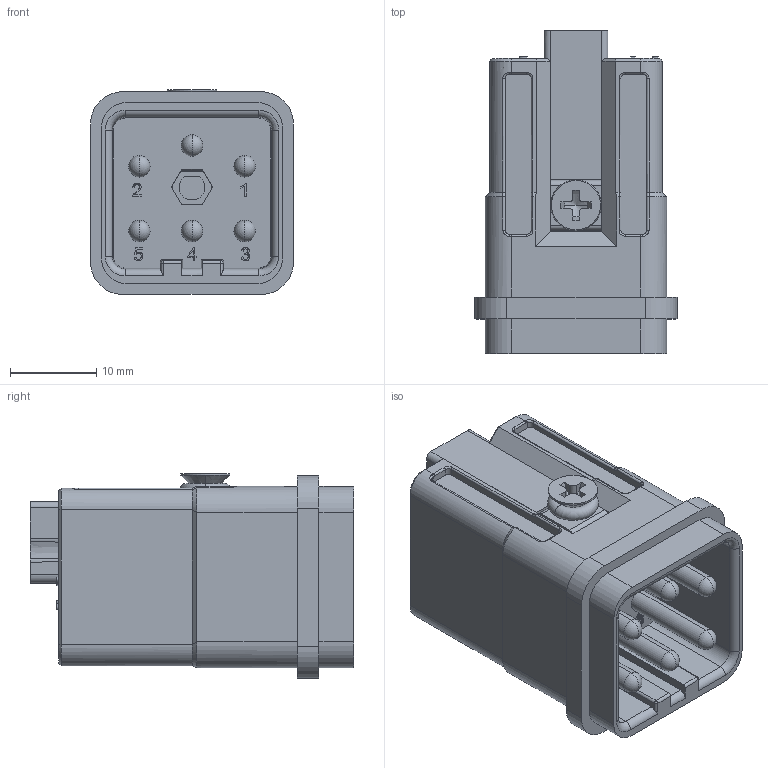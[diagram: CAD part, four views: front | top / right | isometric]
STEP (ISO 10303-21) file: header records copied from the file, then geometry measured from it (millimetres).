
FILE_DESCRIPTION(/* description */ (''),/* implementation_level */ '2;1');
FILE_NAME(/* name */ '3D_1300050010001_HQ-005_0-MQ_V1.1_stp.stp',/* time_stamp */ '2024-01-20T15:07:54+08:00',/* author */ (''),/* organization */ (''),/* preprocessor_version */ 'ST-DEVELOPER v18.1',/* originating_system */ 'SIEMENS PLM Software NX 1980',/* authorisation */ '');
FILE_SCHEMA (('AUTOMOTIVE_DESIGN { 1 0 10303 214 3 1 1 1 }'));
Length unit declared in the file: millimetre
Products named in the file (1): ylga34E87DDAjc7u
Bounding box: 23.5 x 37.5 x 23.75 mm (x, y, z)
Volume: 10372.6 mm3; surface area: 6979.7 mm2
Topology: 1 solids, 4 shells, 837 faces, 2286 edges, 1473 vertices
Faces by surface type: plane 444, cylinder 284, torus 47, cone 28, extrusion 15, sphere 14, bspline 5
Entity records: 27768 total; most frequent: CARTESIAN_POINT 7484, ORIENTED_EDGE 4544, DIRECTION 3739, EDGE_CURVE 2272, VERTEX_POINT 1473, VECTOR 1263, LINE 1248, AXIS2_PLACEMENT_3D 1238
